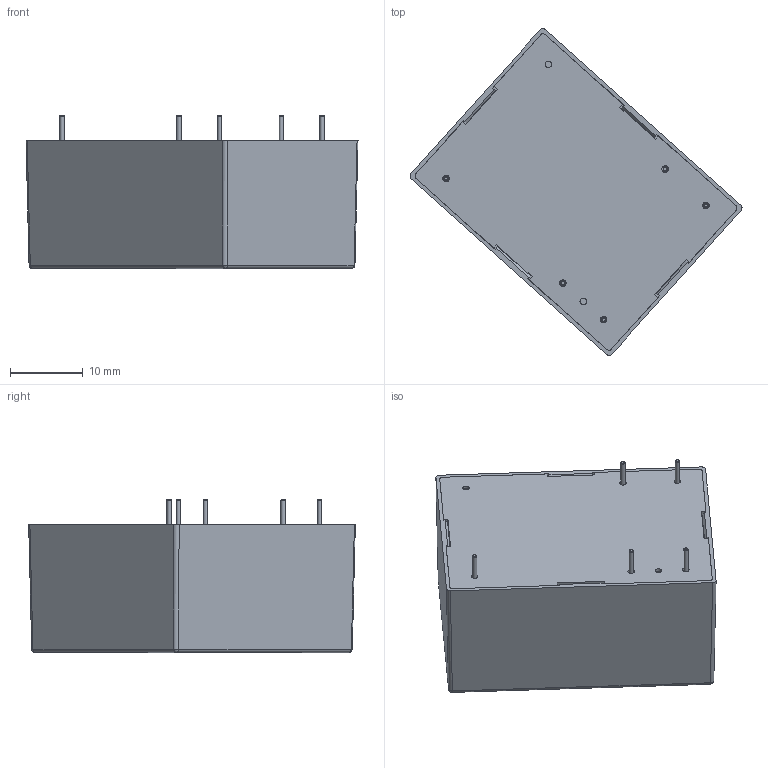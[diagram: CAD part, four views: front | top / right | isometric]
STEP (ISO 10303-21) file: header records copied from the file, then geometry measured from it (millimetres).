
FILE_DESCRIPTION(/* description */ (''),/* implementation_level */ '2;1');
FILE_NAME(/* name */ 'TMPW 5.stp',/* time_stamp */ '2020-09-24T10:08:04+08:00',/* author */ ('peter'),/* organization */ (''),/* preprocessor_version */ 'ST-DEVELOPER v15.2',/* originating_system */ 'Autodesk Inventor 2014',/* authorisation */ '');
FILE_SCHEMA (('AUTOMOTIVE_DESIGN { 1 0 10303 214 3 1 1 }'));
Length unit declared in the file: millimetre
Products named in the file (4): TOP CASE; BOT CASE; PIN - R6 x 18 mm; TMPW 5
Bounding box: 45.49 x 44.76 x 21 mm (x, y, z)
Volume: 3669.1 mm3; surface area: 8407.9 mm2
Topology: 7 solids, 7 shells, 156 faces, 355 edges, 226 vertices
Faces by surface type: plane 83, cylinder 42, torus 20, cone 7, sphere 4
Full cylindrical faces by diameter (mm): 0.6 x10, 0.9 x7, 1.1 x5
Entity records: 3353 total; most frequent: DIRECTION 576, CARTESIAN_POINT 561, ORIENTED_EDGE 518, EDGE_CURVE 259, AXIS2_PLACEMENT_3D 194, LINE 188, VECTOR 188, VERTEX_POINT 179
